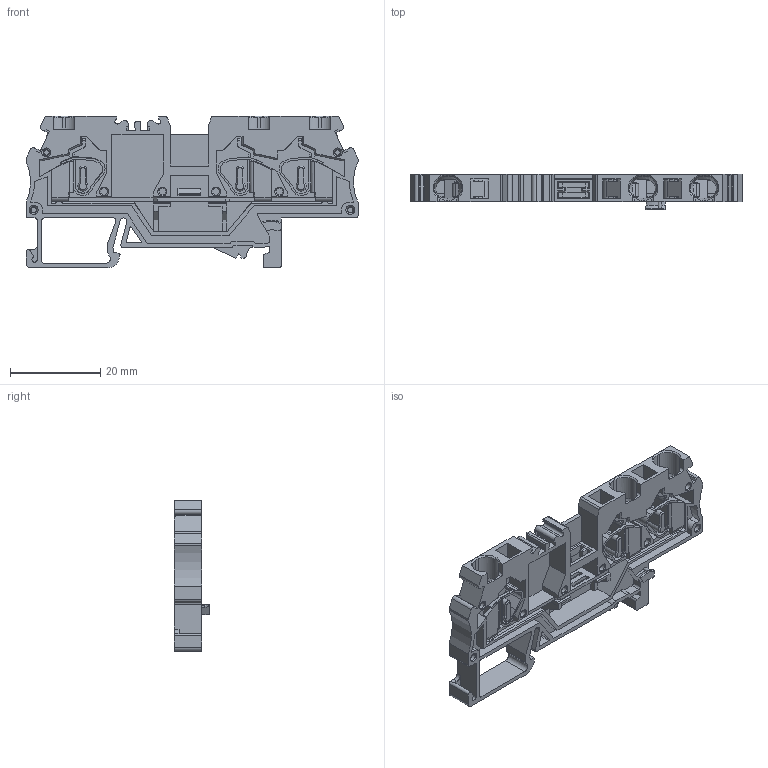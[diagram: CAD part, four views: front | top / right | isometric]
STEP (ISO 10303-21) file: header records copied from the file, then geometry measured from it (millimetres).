
FILE_DESCRIPTION(/* description */ ('Unknown'),/* implementation_level */ '2;1');
FILE_NAME(/* name */ 'DST 4-1X2',/* time_stamp */ '2018-10-24T13:58:35+05:00',/* author */ ('Unknown'),/* organization */ ('Unknown'),/* preprocessor_version */ 'ST-DEVELOPER v16.7',/* originating_system */ 'DEX',/* authorisation */ $);
FILE_SCHEMA (('AUTOMOTIVE_DESIGN {1 0 10303 214 3 1 1}'));
Length unit declared in the file: millimetre
Products named in the file (1): Part1
Bounding box: 73.5 x 7.75 x 33.5 mm (x, y, z)
Volume: 5503.4 mm3; surface area: 10481.5 mm2
Topology: 1 solids, 1 shells, 1088 faces, 3143 edges, 2077 vertices
Faces by surface type: plane 765, cylinder 214, bspline 76, torus 17, cone 16
Full cylindrical faces by diameter (mm): 1.6 x8
Entity records: 46963 total; most frequent: CARTESIAN_POINT 11050, ORIENTED_EDGE 6204, DIRECTION 5354, EDGE_CURVE 3102, LINE 2366, VECTOR 2366, VERTEX_POINT 2069, AXIS2_PLACEMENT_3D 1494
